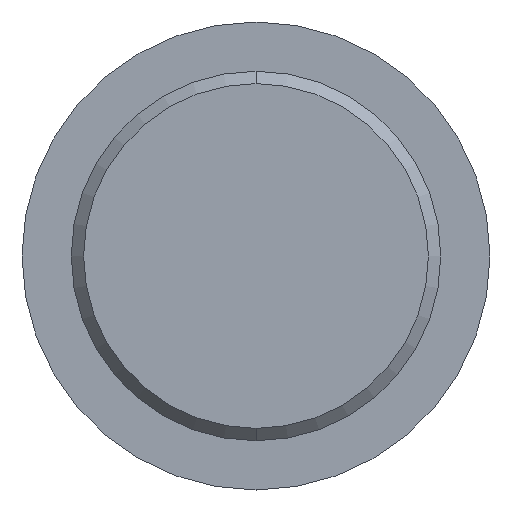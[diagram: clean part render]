
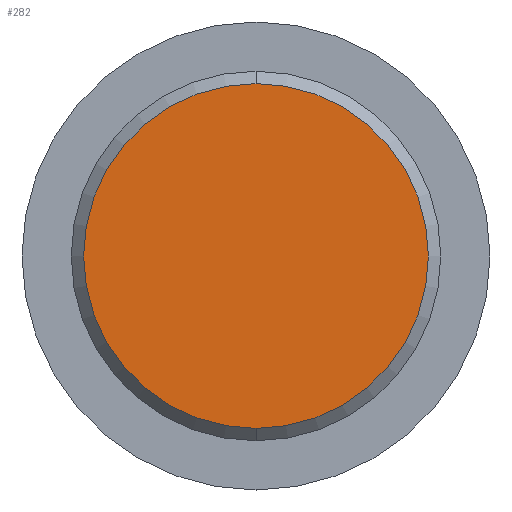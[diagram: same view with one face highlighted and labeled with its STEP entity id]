
A CAD part, front view. The second image highlights one B-rep face of the part: STEP entity #282.
In plain terms, the highlighted planar face has unit normal (0, -1, 0).
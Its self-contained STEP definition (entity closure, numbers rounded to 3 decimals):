
#6 = EDGE_CURVE ( 'Defeature ausgef�hrt1_2+Defeature ausgef�hrt1_3+Defeature ausgef�hrt1_3+Defeature ausgef�hrt1_3', #976, #703, #1034, .T. ) ;
#34 = DIRECTION ( 'NONE',  ( 0., 0., 1. ) ) ;
#159 = AXIS2_PLACEMENT_3D ( 'NONE', #220, #852, #945 ) ;
#163 = PLANE ( 'NONE',  #706 ) ;
#220 = CARTESIAN_POINT ( 'NONE',  ( 0., -41.5, 0. ) ) ;
#282 = ADVANCED_FACE ( 'Defeature ausgef�hrt1_2', ( #683 ), #163, .F. ) ;
#353 = DIRECTION ( 'NONE',  ( 0., 1., 0. ) ) ;
#367 = CIRCLE ( 'NONE', #799, 2.8 ) ;
#428 = CARTESIAN_POINT ( 'NONE',  ( 0., -41.5, 0. ) ) ;
#523 = DIRECTION ( 'NONE',  ( 0., 0., 1. ) ) ;
#536 = CARTESIAN_POINT ( 'NONE',  ( 0., -41.5, 2.8 ) ) ;
#556 = EDGE_CURVE ( 'Defeature ausgef�hrt1_2+Defeature ausgef�hrt1_3+Defeature ausgef�hrt1_3+Defeature ausgef�hrt1_3', #703, #976, #367, .T. ) ;
#568 = CARTESIAN_POINT ( 'NONE',  ( 0., -41.5, 0. ) ) ;
#629 = EDGE_LOOP ( 'NONE', ( #877, #876 ) ) ;
#683 = FACE_OUTER_BOUND ( 'NONE', #629, .T. ) ;
#703 = VERTEX_POINT ( 'NONE', #775 ) ;
#706 = AXIS2_PLACEMENT_3D ( 'NONE', #428, #353, #523 ) ;
#775 = CARTESIAN_POINT ( 'NONE',  ( 0., -41.5, -2.8 ) ) ;
#799 = AXIS2_PLACEMENT_3D ( 'NONE', #568, #1121, #34 ) ;
#852 = DIRECTION ( 'NONE',  ( 0., -1., 0. ) ) ;
#876 = ORIENTED_EDGE ( 'NONE', *, *, #556, .T. ) ;
#877 = ORIENTED_EDGE ( 'NONE', *, *, #6, .T. ) ;
#945 = DIRECTION ( 'NONE',  ( 0., 0., 1. ) ) ;
#976 = VERTEX_POINT ( 'NONE', #536 ) ;
#1034 = CIRCLE ( 'NONE', #159, 2.8 ) ;
#1121 = DIRECTION ( 'NONE',  ( 0., -1., 0. ) ) ;
